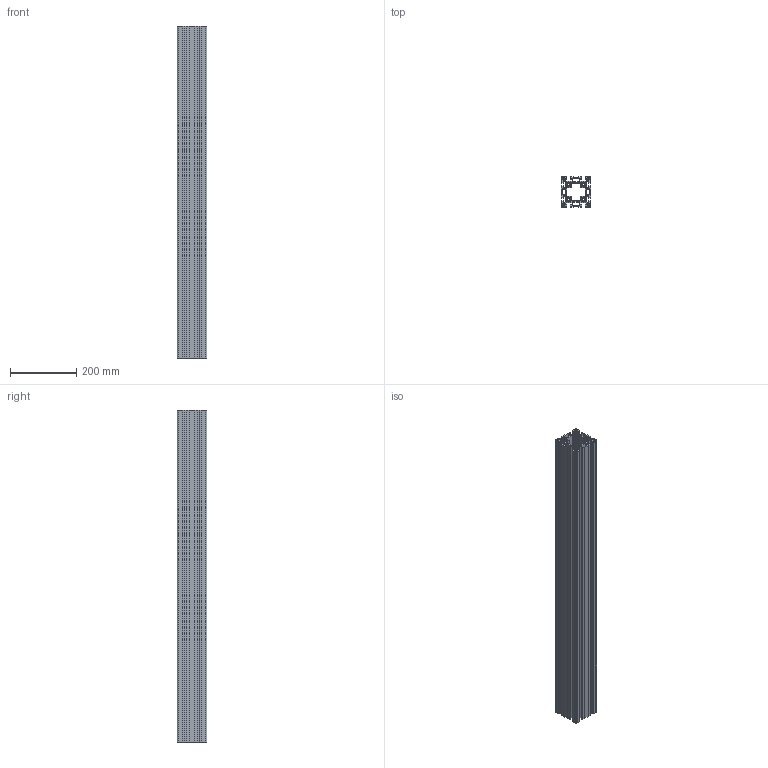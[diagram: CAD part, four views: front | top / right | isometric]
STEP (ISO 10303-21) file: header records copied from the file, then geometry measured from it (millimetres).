
FILE_DESCRIPTION (( 'STEP AP203' ), '1' );
FILE_NAME ('90 x 90 A SÝGMA PRF-güncel-2014.STEP', '2014-02-14T13:06:35', ( 'Kadir' ), ( '' ), 'SwSTEP 2.0', 'SolidWorks 2013', '' );
FILE_SCHEMA (( 'CONFIG_CONTROL_DESIGN' ));
Length unit declared in the file: millimetre
Products named in the file (1): 90 x 90 A SÝGMA PRF-güncel-2014
Bounding box: 90 x 90 x 1000 mm (x, y, z)
Volume: 2575716.8 mm3; surface area: 1564514 mm2
Topology: 1 solids, 1 shells, 652 faces, 1950 edges, 1300 vertices
Faces by surface type: plane 346, cylinder 306
Entity records: 22215 total; most frequent: CARTESIAN_POINT 3903, ORIENTED_EDGE 3900, DIRECTION 3868, EDGE_CURVE 1950, VECTOR 1338, LINE 1338, VERTEX_POINT 1300, AXIS2_PLACEMENT_3D 1265
